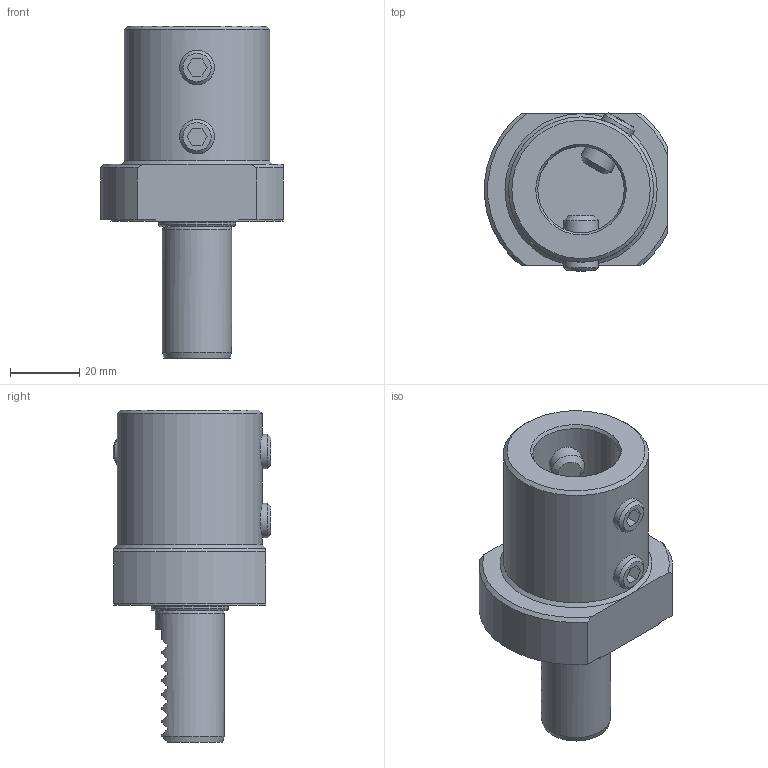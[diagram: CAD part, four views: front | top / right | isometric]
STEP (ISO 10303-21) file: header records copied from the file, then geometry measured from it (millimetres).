
FILE_DESCRIPTION(/* description */ (''),/* implementation_level */ '2;1');
FILE_NAME(/* name */ 'W1100005B.stp',/* time_stamp */ '2009-04-07T09:21:30+02:00',/* author */ (''),/* organization */ (''),/* preprocessor_version */ 'ST-DEVELOPER v11',/* originating_system */ 'UGS - NX 5.0',/* authorisation */ '');
FILE_SCHEMA (('AUTOMOTIVE_DESIGN { 1 0 10303 214 0 1 1 1 }'));
Length unit declared in the file: millimetre
Products named in the file (1): Kris62841nh5
Bounding box: 52.91 x 45.65 x 96 mm (x, y, z)
Volume: 78798 mm3; surface area: 19789.7 mm2
Topology: 1 solids, 1 shells, 115 faces, 282 edges, 184 vertices
Faces by surface type: plane 68, cylinder 25, cone 16, torus 6
Full cylindrical faces by diameter (mm): 10 x7, 20 x1, 22.33 x1, 25 x1, 28 x1, 42 x1
Entity records: 3548 total; most frequent: CARTESIAN_POINT 927, DIRECTION 540, ORIENTED_EDGE 482, EDGE_CURVE 241, AXIS2_PLACEMENT_3D 210, VERTEX_POINT 173, EDGE_LOOP 160, LINE 120
